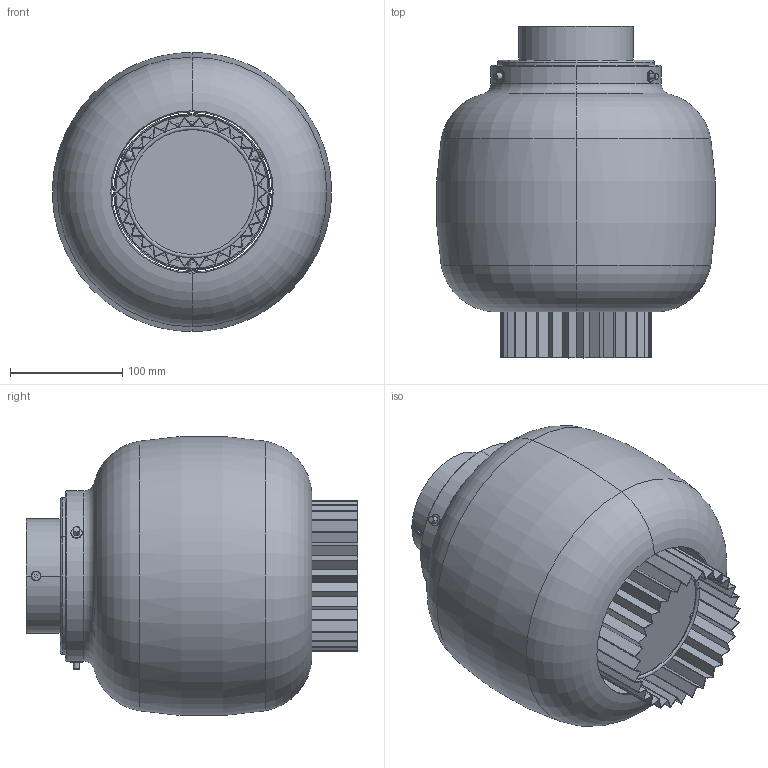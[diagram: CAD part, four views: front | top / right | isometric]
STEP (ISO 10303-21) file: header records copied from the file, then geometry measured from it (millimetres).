
FILE_DESCRIPTION (( 'STEP AP214' ), '1' );
FILE_NAME ('MANILA C PE.STEP', '2021-03-31T08:05:06', ( 'Josep Sancho' ), ( '' ), 'SwSTEP 2.0', 'SolidWorks 2013', '' );
FILE_SCHEMA (( 'AUTOMOTIVE_DESIGN' ));
Length unit declared in the file: millimetre
Products named in the file (17): 021618400000 - TORNILLO DIN912 M5X10 INOX; 022600700102 - ARAND PLANA DIN125A 5 HIERRO ZINCADO; 059701300000 - VARILLA M5X25MM; 061702600000 - CILINDRO CUERPO DIAM.60X80MM; 063600900000 - SEPARADOR DIAM.8X38MM 2XM5; 067606600105 - DIFUS CRISTAL DIAM.250X220MM MANILA TRANSP; 057607000143 - SOPORTE PARED DIAM.98X1,5MM 2XM4 PROTEGIDO; REPULSADO DIAM.102X35MM TALADRO 10,25; MANILA C PE; 021602600000 - TORNILLO DIN7991 M4X10 INOX; 067607100140 - DIFUS PMMA DIAM.116X3MM HIELO 1 CARA MATE; REPULSADO DIAM.140X29MM DIAM.INT. 105; 067606801219 - DIFUS TEXTIL ARENAL PIEDRA 275X670MM PLISADO; 052501300126 - ESTRUCTURA ARMAZON DIAM.118X202MM PINTADO BLANCO; 061602200000 - ANILLO ARMAZON DIAM.180X2MM (VARILLA); 061602200000 - ANILLO ARMAZON DIAM.180X2MM; 022604000101 - ARAND DENTADA DIN6789A 5 ACERO PAVONADO
Assembly tree (27 placements, depth 3):
  MANILA C PE
    067606600105 - DIFUS CRISTAL DIAM.250X220MM MANILA TRANSP
    063600900000 - SEPARADOR DIAM.8X38MM 2XM5  x3
    061702600000 - CILINDRO CUERPO DIAM.60X80MM
    059701300000 - VARILLA M5X25MM  x3
    022600700102 - ARAND PLANA DIN125A 5 HIERRO ZINCADO  x3
    021618400000 - TORNILLO DIN912 M5X10 INOX  x3
    022604000101 - ARAND DENTADA DIN6789A 5 ACERO PAVONADO  x3
    052501300126 - ESTRUCTURA ARMAZON DIAM.118X202MM PINTADO BLANCO
      061602200000 - ANILLO ARMAZON DIAM.180X2MM
      061602200000 - ANILLO ARMAZON DIAM.180X2MM (VARILLA)
    067606801219 - DIFUS TEXTIL ARENAL PIEDRA 275X670MM PLISADO
    067607100140 - DIFUS PMMA DIAM.116X3MM HIELO 1 CARA MATE
    021602600000 - TORNILLO DIN7991 M4X10 INOX  x2
    REPULSADO DIAM.102X35MM TALADRO 10,25
    057607000143 - SOPORTE PARED DIAM.98X1,5MM 2XM4 PROTEGIDO
    REPULSADO DIAM.140X29MM DIAM.INT. 105
Bounding box: 248.63 x 296 x 248.95 mm (x, y, z)
Volume: 1027172.1 mm3; surface area: 857747.5 mm2
Topology: 26 solids, 26 shells, 1362 faces, 3707 edges, 2334 vertices
Faces by surface type: plane 599, cylinder 400, cone 316, torus 47
Entity records: 31459 total; most frequent: CARTESIAN_POINT 6825, ORIENTED_EDGE 5074, DIRECTION 4975, EDGE_CURVE 2537, VECTOR 1751, LINE 1751, VERTEX_POINT 1632, AXIS2_PLACEMENT_3D 1612
